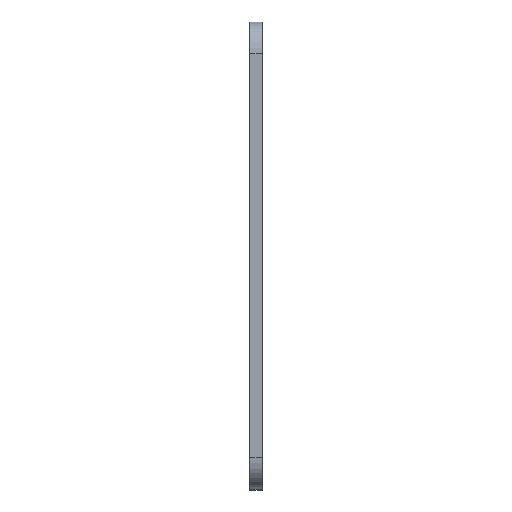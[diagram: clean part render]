
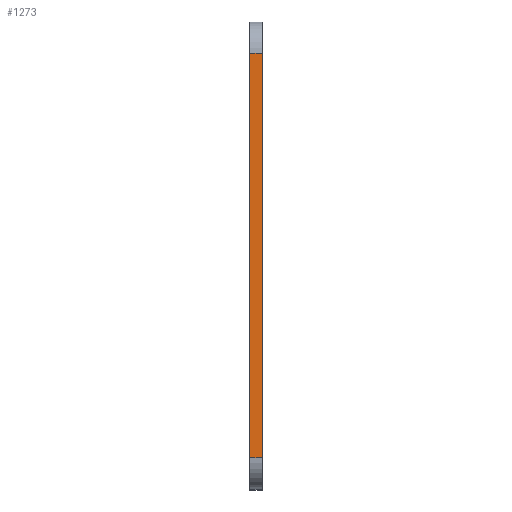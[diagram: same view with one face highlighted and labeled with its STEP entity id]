
A CAD part, top view. The second image highlights one B-rep face of the part: STEP entity #1273.
In plain terms, the highlighted planar face has unit normal (0, 0, 1).
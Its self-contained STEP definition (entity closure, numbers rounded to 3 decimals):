
#58=PLANE('',#1376);
#114=FACE_OUTER_BOUND('',#204,.T.);
#204=EDGE_LOOP('',(#1066,#1067,#1068,#1069));
#255=LINE('',#1784,#409);
#318=LINE('',#1940,#472);
#358=LINE('',#2033,#512);
#359=LINE('',#2035,#513);
#409=VECTOR('',#1446,10.);
#472=VECTOR('',#1563,10.);
#512=VECTOR('',#1623,10.);
#513=VECTOR('',#1626,10.);
#591=VERTEX_POINT('',#1781);
#592=VERTEX_POINT('',#1783);
#657=VERTEX_POINT('',#1937);
#658=VERTEX_POINT('',#1939);
#713=EDGE_CURVE('',#591,#592,#255,.T.);
#791=EDGE_CURVE('',#657,#658,#318,.T.);
#838=EDGE_CURVE('',#658,#591,#358,.T.);
#839=EDGE_CURVE('',#592,#657,#359,.T.);
#1066=ORIENTED_EDGE('',*,*,#838,.F.);
#1067=ORIENTED_EDGE('',*,*,#791,.F.);
#1068=ORIENTED_EDGE('',*,*,#839,.F.);
#1069=ORIENTED_EDGE('',*,*,#713,.F.);
#1273=ADVANCED_FACE('',(#114),#58,.T.);
#1376=AXIS2_PLACEMENT_3D('',#2034,#1624,#1625);
#1446=DIRECTION('',(0.,-1.,0.));
#1563=DIRECTION('',(0.,1.,0.));
#1623=DIRECTION('',(1.,0.,0.));
#1624=DIRECTION('center_axis',(0.,0.,
1.));
#1625=DIRECTION('ref_axis',(0.,-1.,0.));
#1626=DIRECTION('',(-1.,0.,0.));
#1781=CARTESIAN_POINT('',(28.172,66.,67.763));
#1783=CARTESIAN_POINT('',(28.172,-11.965,67.763));
#1784=CARTESIAN_POINT('',(28.172,-17.965,67.763));
#1937=CARTESIAN_POINT('',(25.672,-11.965,67.763));
#1939=CARTESIAN_POINT('',(25.672,66.,67.763));
#1940=CARTESIAN_POINT('',(25.672,-17.965,67.763));
#2033=CARTESIAN_POINT('',(25.672,66.,67.763));
#2034=CARTESIAN_POINT('Origin',(25.672,72.,67.763));
#2035=CARTESIAN_POINT('',(25.672,-11.965,67.763));
